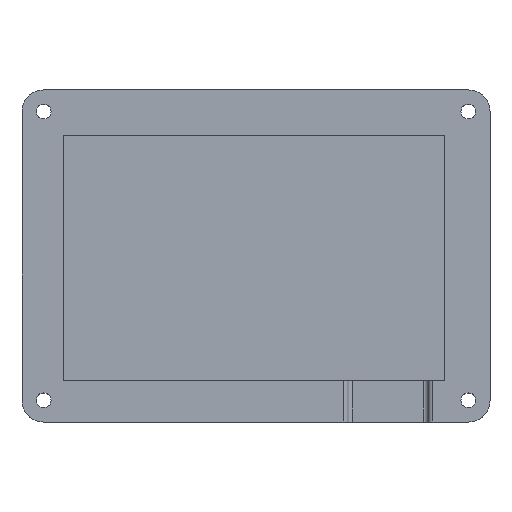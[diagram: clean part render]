
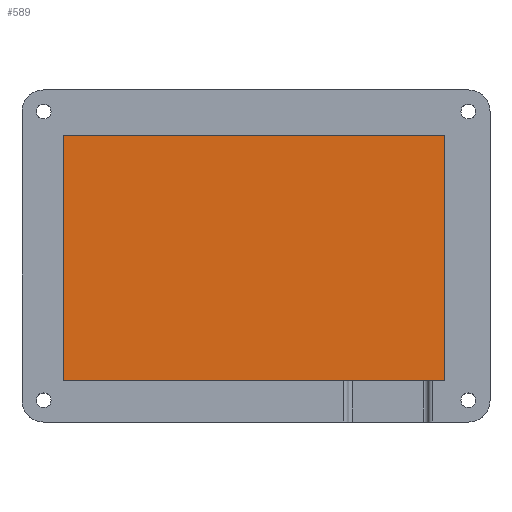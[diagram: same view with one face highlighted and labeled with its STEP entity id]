
A CAD part, top view. The second image highlights one B-rep face of the part: STEP entity #589.
In plain terms, the highlighted planar face has unit normal (0, 0, 1).
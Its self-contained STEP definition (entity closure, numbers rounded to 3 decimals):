
#79=FACE_OUTER_BOUND('',#113,.T.);
#113=EDGE_LOOP('',(#403,#404,#405,#406));
#159=LINE('',#900,#211);
#160=LINE('',#902,#212);
#161=LINE('',#904,#213);
#162=LINE('',#905,#214);
#211=VECTOR('',#711,10.);
#212=VECTOR('',#712,10.);
#213=VECTOR('',#713,10.);
#214=VECTOR('',#714,10.);
#263=VERTEX_POINT('',#898);
#264=VERTEX_POINT('',#899);
#265=VERTEX_POINT('',#901);
#266=VERTEX_POINT('',#903);
#319=EDGE_CURVE('',#263,#264,#159,.T.);
#320=EDGE_CURVE('',#265,#263,#160,.T.);
#321=EDGE_CURVE('',#266,#265,#161,.T.);
#322=EDGE_CURVE('',#264,#266,#162,.T.);
#403=ORIENTED_EDGE('',*,*,#319,.F.);
#404=ORIENTED_EDGE('',*,*,#320,.F.);
#405=ORIENTED_EDGE('',*,*,#321,.F.);
#406=ORIENTED_EDGE('',*,*,#322,.F.);
#571=PLANE('',#638);
#589=ADVANCED_FACE('',(#79),#571,.F.);
#638=AXIS2_PLACEMENT_3D('',#897,#709,#710);
#709=DIRECTION('center_axis',(0.,0.,-1.));
#710=DIRECTION('ref_axis',(-1.,0.,0.));
#711=DIRECTION('',(1.,0.,0.));
#712=DIRECTION('',(0.,1.,0.));
#713=DIRECTION('',(-1.,0.,0.));
#714=DIRECTION('',(0.,-1.,0.));
#897=CARTESIAN_POINT('Origin',(16.764,3.,1.989));
#898=CARTESIAN_POINT('',(-27.196,31.3,1.989));
#899=CARTESIAN_POINT('',(60.724,31.3,1.989));
#900=CARTESIAN_POINT('',(60.724,31.3,1.989));
#901=CARTESIAN_POINT('',(-27.196,-25.3,1.989));
#902=CARTESIAN_POINT('',(-27.196,31.3,1.989));
#903=CARTESIAN_POINT('',(60.724,-25.3,1.989));
#904=CARTESIAN_POINT('',(-27.196,-25.3,1.989));
#905=CARTESIAN_POINT('',(60.724,-25.3,1.989));
